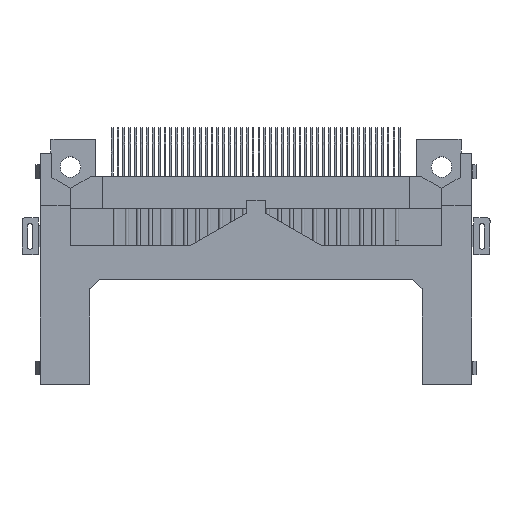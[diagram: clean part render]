
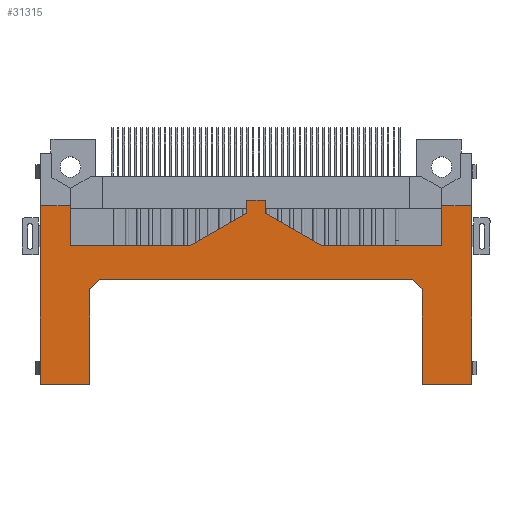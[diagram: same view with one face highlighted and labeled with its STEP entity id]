
A CAD part, top view. The second image highlights one B-rep face of the part: STEP entity #31315.
In plain terms, the highlighted planar face has unit normal (0, 0, 1).
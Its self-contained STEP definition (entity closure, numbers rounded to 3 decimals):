
#30683=CARTESIAN_POINT('',(17.96,-26.3,6.64));
#30684=VERTEX_POINT('',#30683);
#30691=CARTESIAN_POINT('',(17.96,-16.,6.64));
#30692=VERTEX_POINT('',#30691);
#30693=CARTESIAN_POINT('',(17.96,-26.3,6.64));
#30694=DIRECTION('',(0.0,1.0,0.0));
#30695=VECTOR('',#30694,10.3);
#30696=LINE('',#30693,#30695);
#30697=EDGE_CURVE('',#30684,#30692,#30696,.T.);
#30721=CARTESIAN_POINT('',(23.315,-26.3,6.64));
#30722=VERTEX_POINT('',#30721);
#30729=CARTESIAN_POINT('',(23.315,-26.3,6.64));
#30730=DIRECTION('',(-1.0,0.0,0.0));
#30731=VECTOR('',#30730,5.355);
#30732=LINE('',#30729,#30731);
#30733=EDGE_CURVE('',#30722,#30684,#30732,.T.);
#30752=CARTESIAN_POINT('',(23.315,-7.,6.64));
#30753=VERTEX_POINT('',#30752);
#30760=CARTESIAN_POINT('',(23.315,-7.,6.64));
#30761=DIRECTION('',(0.0,-1.0,0.0));
#30762=VECTOR('',#30761,19.3);
#30763=LINE('',#30760,#30762);
#30764=EDGE_CURVE('',#30753,#30722,#30763,.T.);
#30783=CARTESIAN_POINT('',(20.08,-7.,6.64));
#30784=VERTEX_POINT('',#30783);
#30791=CARTESIAN_POINT('',(20.08,-7.,6.64));
#30792=DIRECTION('',(1.0,0.0,0.0));
#30793=VECTOR('',#30792,3.235);
#30794=LINE('',#30791,#30793);
#30795=EDGE_CURVE('',#30784,#30753,#30794,.T.);
#30814=CARTESIAN_POINT('',(20.08,-11.3,6.64));
#30815=VERTEX_POINT('',#30814);
#30822=CARTESIAN_POINT('',(20.08,-11.3,6.64));
#30823=DIRECTION('',(0.0,1.0,0.0));
#30824=VECTOR('',#30823,4.3);
#30825=LINE('',#30822,#30824);
#30826=EDGE_CURVE('',#30815,#30784,#30825,.T.);
#30845=CARTESIAN_POINT('',(7.062,-11.3,6.64));
#30846=VERTEX_POINT('',#30845);
#30853=CARTESIAN_POINT('',(7.062,-11.3,6.64));
#30854=DIRECTION('',(1.0,0.0,0.0));
#30855=VECTOR('',#30854,13.018);
#30856=LINE('',#30853,#30855);
#30857=EDGE_CURVE('',#30846,#30815,#30856,.T.);
#30876=CARTESIAN_POINT('',(1.,-7.8,6.64));
#30877=VERTEX_POINT('',#30876);
#30884=CARTESIAN_POINT('',(1.,-7.8,6.64));
#30885=DIRECTION('',(0.866,-0.5,0.0));
#30886=VECTOR('',#30885,7.);
#30887=LINE('',#30884,#30886);
#30888=EDGE_CURVE('',#30877,#30846,#30887,.T.);
#30907=CARTESIAN_POINT('',(1.,-6.4,6.64));
#30908=VERTEX_POINT('',#30907);
#30915=CARTESIAN_POINT('',(1.,-6.4,6.64));
#30916=DIRECTION('',(0.0,-1.0,0.0));
#30917=VECTOR('',#30916,1.4);
#30918=LINE('',#30915,#30917);
#30919=EDGE_CURVE('',#30908,#30877,#30918,.T.);
#30938=CARTESIAN_POINT('',(-1.,-6.4,6.64));
#30939=VERTEX_POINT('',#30938);
#30946=CARTESIAN_POINT('',(-1.,-6.4,6.64));
#30947=DIRECTION('',(1.0,0.0,0.0));
#30948=VECTOR('',#30947,2.);
#30949=LINE('',#30946,#30948);
#30950=EDGE_CURVE('',#30939,#30908,#30949,.T.);
#30969=CARTESIAN_POINT('',(-1.,-7.8,6.64));
#30970=VERTEX_POINT('',#30969);
#30977=CARTESIAN_POINT('',(-1.,-7.8,6.64));
#30978=DIRECTION('',(0.0,1.0,0.0));
#30979=VECTOR('',#30978,1.4);
#30980=LINE('',#30977,#30979);
#30981=EDGE_CURVE('',#30970,#30939,#30980,.T.);
#31000=CARTESIAN_POINT('',(-7.062,-11.3,6.64));
#31001=VERTEX_POINT('',#31000);
#31008=CARTESIAN_POINT('',(-7.062,-11.3,6.64));
#31009=DIRECTION('',(0.866,0.5,0.0));
#31010=VECTOR('',#31009,7.);
#31011=LINE('',#31008,#31010);
#31012=EDGE_CURVE('',#31001,#30970,#31011,.T.);
#31031=CARTESIAN_POINT('',(-20.08,-11.3,6.64));
#31032=VERTEX_POINT('',#31031);
#31039=CARTESIAN_POINT('',(-20.08,-11.3,6.64));
#31040=DIRECTION('',(1.0,0.0,0.0));
#31041=VECTOR('',#31040,13.018);
#31042=LINE('',#31039,#31041);
#31043=EDGE_CURVE('',#31032,#31001,#31042,.T.);
#31062=CARTESIAN_POINT('',(-20.08,-7.,6.64));
#31063=VERTEX_POINT('',#31062);
#31070=CARTESIAN_POINT('',(-20.08,-7.,6.64));
#31071=DIRECTION('',(0.0,-1.0,0.0));
#31072=VECTOR('',#31071,4.3);
#31073=LINE('',#31070,#31072);
#31074=EDGE_CURVE('',#31063,#31032,#31073,.T.);
#31093=CARTESIAN_POINT('',(-23.315,-7.,6.64));
#31094=VERTEX_POINT('',#31093);
#31101=CARTESIAN_POINT('',(-23.315,-7.,6.64));
#31102=DIRECTION('',(1.0,0.0,0.0));
#31103=VECTOR('',#31102,3.235);
#31104=LINE('',#31101,#31103);
#31105=EDGE_CURVE('',#31094,#31063,#31104,.T.);
#31124=CARTESIAN_POINT('',(-23.315,-26.3,6.64));
#31125=VERTEX_POINT('',#31124);
#31132=CARTESIAN_POINT('',(-23.315,-26.3,6.64));
#31133=DIRECTION('',(0.0,1.0,0.0));
#31134=VECTOR('',#31133,19.3);
#31135=LINE('',#31132,#31134);
#31136=EDGE_CURVE('',#31125,#31094,#31135,.T.);
#31155=CARTESIAN_POINT('',(-17.96,-26.3,6.64));
#31156=VERTEX_POINT('',#31155);
#31163=CARTESIAN_POINT('',(-17.96,-26.3,6.64));
#31164=DIRECTION('',(-1.0,0.0,0.0));
#31165=VECTOR('',#31164,5.355);
#31166=LINE('',#31163,#31165);
#31167=EDGE_CURVE('',#31156,#31125,#31166,.T.);
#31186=CARTESIAN_POINT('',(-17.96,-16.,6.64));
#31187=VERTEX_POINT('',#31186);
#31194=CARTESIAN_POINT('',(-17.96,-16.,6.64));
#31195=DIRECTION('',(0.0,-1.0,0.0));
#31196=VECTOR('',#31195,10.3);
#31197=LINE('',#31194,#31196);
#31198=EDGE_CURVE('',#31187,#31156,#31197,.T.);
#31217=CARTESIAN_POINT('',(-16.96,-15.,6.64));
#31218=VERTEX_POINT('',#31217);
#31225=CARTESIAN_POINT('',(-16.96,-15.,6.64));
#31226=DIRECTION('',(-0.707,-0.707,0.0));
#31227=VECTOR('',#31226,1.414);
#31228=LINE('',#31225,#31227);
#31229=EDGE_CURVE('',#31218,#31187,#31228,.T.);
#31248=CARTESIAN_POINT('',(16.96,-15.,6.64));
#31249=VERTEX_POINT('',#31248);
#31256=CARTESIAN_POINT('',(16.96,-15.,6.64));
#31257=DIRECTION('',(-1.0,0.0,0.0));
#31258=VECTOR('',#31257,33.92);
#31259=LINE('',#31256,#31258);
#31260=EDGE_CURVE('',#31249,#31218,#31259,.T.);
#31278=CARTESIAN_POINT('',(17.96,-16.,6.64));
#31279=DIRECTION('',(-0.707,0.707,0.0));
#31280=VECTOR('',#31279,1.414);
#31281=LINE('',#31278,#31280);
#31282=EDGE_CURVE('',#30692,#31249,#31281,.T.);
#31288=CARTESIAN_POINT('',(0.,-14.993,6.64));
#31289=DIRECTION('',(0.0,0.0,1.0));
#31290=DIRECTION('',(1.0,0.0,0.0));
#31291=AXIS2_PLACEMENT_3D('',#31288,#31289,#31290);
#31292=PLANE('',#31291);
#31293=ORIENTED_EDGE('',*,*,#31282,.F.);
#31294=ORIENTED_EDGE('',*,*,#30697,.F.);
#31295=ORIENTED_EDGE('',*,*,#30733,.F.);
#31296=ORIENTED_EDGE('',*,*,#30764,.F.);
#31297=ORIENTED_EDGE('',*,*,#30795,.F.);
#31298=ORIENTED_EDGE('',*,*,#30826,.F.);
#31299=ORIENTED_EDGE('',*,*,#30857,.F.);
#31300=ORIENTED_EDGE('',*,*,#30888,.F.);
#31301=ORIENTED_EDGE('',*,*,#30919,.F.);
#31302=ORIENTED_EDGE('',*,*,#30950,.F.);
#31303=ORIENTED_EDGE('',*,*,#30981,.F.);
#31304=ORIENTED_EDGE('',*,*,#31012,.F.);
#31305=ORIENTED_EDGE('',*,*,#31043,.F.);
#31306=ORIENTED_EDGE('',*,*,#31074,.F.);
#31307=ORIENTED_EDGE('',*,*,#31105,.F.);
#31308=ORIENTED_EDGE('',*,*,#31136,.F.);
#31309=ORIENTED_EDGE('',*,*,#31167,.F.);
#31310=ORIENTED_EDGE('',*,*,#31198,.F.);
#31311=ORIENTED_EDGE('',*,*,#31229,.F.);
#31312=ORIENTED_EDGE('',*,*,#31260,.F.);
#31313=EDGE_LOOP('',(#31293,#31294,#31295,#31296,#31297,#31298,#31299,#31300,#31301,#31302,#31303,#31304,#31305,#31306,#31307,#31308,#31309,#31310,#31311,#31312));
#31314=FACE_OUTER_BOUND('',#31313,.T.);
#31315=ADVANCED_FACE('',(#31314),#31292,.T.);
